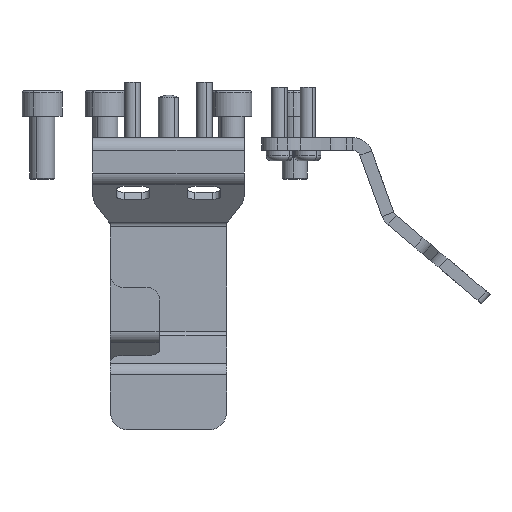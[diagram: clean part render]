
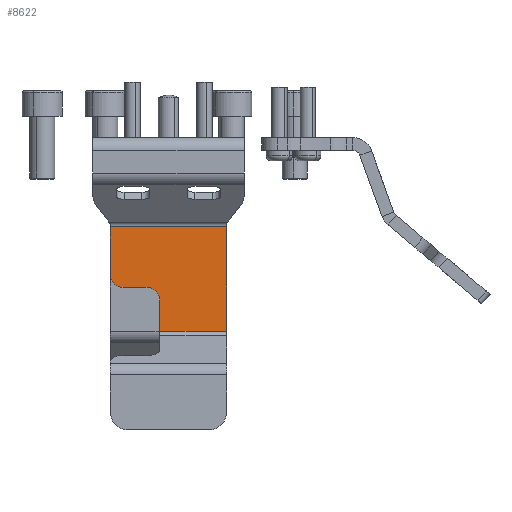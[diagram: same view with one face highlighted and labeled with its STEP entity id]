
A CAD part, front view. The second image highlights one B-rep face of the part: STEP entity #8622.
In plain terms, the highlighted planar face has unit normal (0, -1, 0).
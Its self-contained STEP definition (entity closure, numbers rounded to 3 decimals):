
#104 = CARTESIAN_POINT ( 'NONE',  ( -3.499, 1531.03, 1236.121 ) ) ;
#154 = CARTESIAN_POINT ( 'NONE',  ( -17.999, 1531.03, 1210.721 ) ) ;
#168 = AXIS2_PLACEMENT_3D ( 'NONE', #14941, #8212, #11009 ) ;
#170 = CARTESIAN_POINT ( 'NONE',  ( -29.999, 1531.03, 1193.395 ) ) ;
#194 = DIRECTION ( 'NONE',  ( 0., 1., 0. ) ) ;
#617 = EDGE_CURVE ( 'NONE', #5930, #5753, #4611, .T. ) ;
#629 = PLANE ( 'NONE',  #168 ) ;
#857 = CARTESIAN_POINT ( 'NONE',  ( 23.001, 1531.029, 1236.966 ) ) ;
#947 = CARTESIAN_POINT ( 'NONE',  ( -22.999, 1531.03, 1215.721 ) ) ;
#980 = CARTESIAN_POINT ( 'NONE',  ( -8.499, 1531.03, 1210.721 ) ) ;
#983 = VERTEX_POINT ( 'NONE', #980 ) ;
#2097 = DIRECTION ( 'NONE',  ( 0., -1., 0. ) ) ;
#2725 = CARTESIAN_POINT ( 'NONE',  ( -8.499, 1531.03, 1205.721 ) ) ;
#2733 = DIRECTION ( 'NONE',  ( 1., 0., 0. ) ) ;
#2788 = VECTOR ( 'NONE', #2733, 1000. ) ;
#2806 = DIRECTION ( 'NONE',  ( 0., 0., -1. ) ) ;
#2893 = DIRECTION ( 'NONE',  ( 0., 0., 1. ) ) ;
#3192 = CARTESIAN_POINT ( 'NONE',  ( -3.499, 1531.03, 1205.721 ) ) ;
#3834 = EDGE_CURVE ( 'NONE', #8896, #983, #9514, .T. ) ;
#4138 = ORIENTED_EDGE ( 'NONE', *, *, #5652, .T. ) ;
#4505 = CIRCLE ( 'NONE', #14260, 5. ) ;
#4586 = ORIENTED_EDGE ( 'NONE', *, *, #14186, .T. ) ;
#4604 = AXIS2_PLACEMENT_3D ( 'NONE', #9952, #2097, #10030 ) ;
#4611 = LINE ( 'NONE', #9935, #14596 ) ;
#4645 = ORIENTED_EDGE ( 'NONE', *, *, #3834, .T. ) ;
#4772 = DIRECTION ( 'NONE',  ( 0., 0., -1. ) ) ;
#5216 = EDGE_CURVE ( 'NONE', #9946, #5930, #5610, .T. ) ;
#5324 = ORIENTED_EDGE ( 'NONE', *, *, #13251, .F. ) ;
#5520 = DIRECTION ( 'NONE',  ( 0., 0., 1. ) ) ;
#5555 = LINE ( 'NONE', #170, #6843 ) ;
#5584 = EDGE_CURVE ( 'NONE', #983, #11945, #4505, .T. ) ;
#5610 = LINE ( 'NONE', #15141, #16968 ) ;
#5652 = EDGE_CURVE ( 'NONE', #11945, #16647, #10650, .T. ) ;
#5753 = VERTEX_POINT ( 'NONE', #7330 ) ;
#5930 = VERTEX_POINT ( 'NONE', #13092 ) ;
#6043 = CARTESIAN_POINT ( 'NONE',  ( 23.001, 1531.029, 1193.395 ) ) ;
#6843 = VECTOR ( 'NONE', #10889, 1000. ) ;
#7330 = CARTESIAN_POINT ( 'NONE',  ( 23.001, 1531.029, 1234.721 ) ) ;
#8146 = ORIENTED_EDGE ( 'NONE', *, *, #12971, .T. ) ;
#8212 = DIRECTION ( 'NONE',  ( 0., -1., 0. ) ) ;
#8622 = ADVANCED_FACE ( 'NONE', ( #12321 ), #629, .T. ) ;
#8896 = VERTEX_POINT ( 'NONE', #154 ) ;
#8938 = LINE ( 'NONE', #857, #12678 ) ;
#9467 = ORIENTED_EDGE ( 'NONE', *, *, #617, .F. ) ;
#9514 = LINE ( 'NONE', #14586, #2788 ) ;
#9935 = CARTESIAN_POINT ( 'NONE',  ( -29.999, 1531.03, 1234.721 ) ) ;
#9946 = VERTEX_POINT ( 'NONE', #947 ) ;
#9952 = CARTESIAN_POINT ( 'NONE',  ( -17.999, 1531.03, 1215.721 ) ) ;
#10030 = DIRECTION ( 'NONE',  ( 0., 0., 1. ) ) ;
#10405 = ORIENTED_EDGE ( 'NONE', *, *, #5216, .F. ) ;
#10650 = LINE ( 'NONE', #104, #14539 ) ;
#10723 = CIRCLE ( 'NONE', #4604, 5. ) ;
#10889 = DIRECTION ( 'NONE',  ( 1., 0., 0. ) ) ;
#11009 = DIRECTION ( 'NONE',  ( 0., 0., 1. ) ) ;
#11093 = EDGE_LOOP ( 'NONE', ( #10405, #4586, #4645, #13128, #4138, #8146, #5324, #9467 ) ) ;
#11945 = VERTEX_POINT ( 'NONE', #3192 ) ;
#12321 = FACE_OUTER_BOUND ( 'NONE', #11093, .T. ) ;
#12678 = VECTOR ( 'NONE', #4772, 1000. ) ;
#12971 = EDGE_CURVE ( 'NONE', #16647, #13401, #5555, .T. ) ;
#13092 = CARTESIAN_POINT ( 'NONE',  ( -22.999, 1531.03, 1234.721 ) ) ;
#13128 = ORIENTED_EDGE ( 'NONE', *, *, #5584, .T. ) ;
#13251 = EDGE_CURVE ( 'NONE', #5753, #13401, #8938, .T. ) ;
#13401 = VERTEX_POINT ( 'NONE', #6043 ) ;
#13995 = CARTESIAN_POINT ( 'NONE',  ( -3.499, 1531.03, 1193.395 ) ) ;
#14186 = EDGE_CURVE ( 'NONE', #9946, #8896, #10723, .T. ) ;
#14260 = AXIS2_PLACEMENT_3D ( 'NONE', #2725, #194, #2893 ) ;
#14539 = VECTOR ( 'NONE', #2806, 1000. ) ;
#14586 = CARTESIAN_POINT ( 'NONE',  ( -29.999, 1531.03, 1210.721 ) ) ;
#14596 = VECTOR ( 'NONE', #14693, 1000. ) ;
#14693 = DIRECTION ( 'NONE',  ( 1., 0., 0. ) ) ;
#14941 = CARTESIAN_POINT ( 'NONE',  ( -29.999, 1531.03, 1236.121 ) ) ;
#15141 = CARTESIAN_POINT ( 'NONE',  ( -22.999, 1531.03, 1236.121 ) ) ;
#16647 = VERTEX_POINT ( 'NONE', #13995 ) ;
#16968 = VECTOR ( 'NONE', #5520, 1000. ) ;
